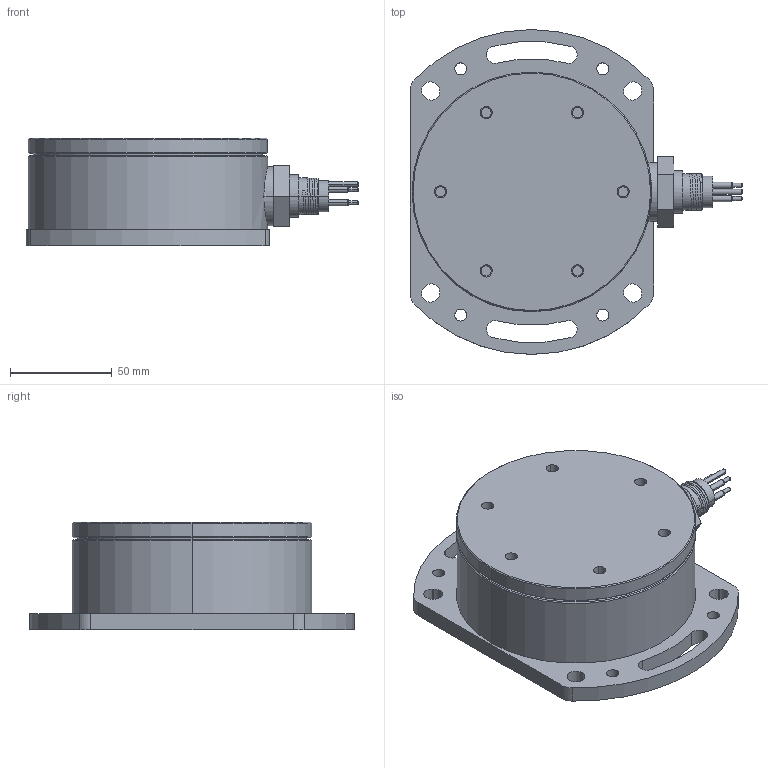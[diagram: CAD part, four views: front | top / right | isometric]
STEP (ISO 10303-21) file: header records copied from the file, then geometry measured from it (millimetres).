
FILE_DESCRIPTION(/* description */ ('VariCAD 2023-2.08 AP-214'),/* implementation_level */ '2;1');
FILE_NAME(/* name */ 'XB_mit_BCR_1504.stp',/* time_stamp */ '2026-04-16T15:18:01+01:00',/* author */ (''),/* organization */ (''),/* preprocessor_version */ 'VariCAD 2023-2.08',/* originating_system */ 'VariCAD 2023-2.08; kernel version (20180118)',/* authorisation */ '');
FILE_SCHEMA(('AUTOMOTIVE_DESIGN'));
Length unit declared in the file: millimetre
Products named in the file (5): XB_mit_BCR_1504; BCR1504M-G2
Assembly tree (4 placements, depth 2):
  XB_mit_BCR_1504
    BCR1504M-G2
    (unnamed)
    (unnamed)
    (unnamed)
Bounding box: 163.55 x 160 x 53.2 mm (x, y, z)
Volume: 335883.8 mm3; surface area: 104347.3 mm2
Topology: 3 solids, 4 shells, 313 faces, 771 edges, 499 vertices
Faces by surface type: cylinder 119, plane 104, cone 51, bspline 37, sphere 2
Entity records: 13676 total; most frequent: CARTESIAN_POINT 6324, ORIENTED_EDGE 1508, DIRECTION 1429, EDGE_CURVE 766, AXIS2_PLACEMENT_3D 548, VERTEX_POINT 504, EDGE_LOOP 371, LINE 333
